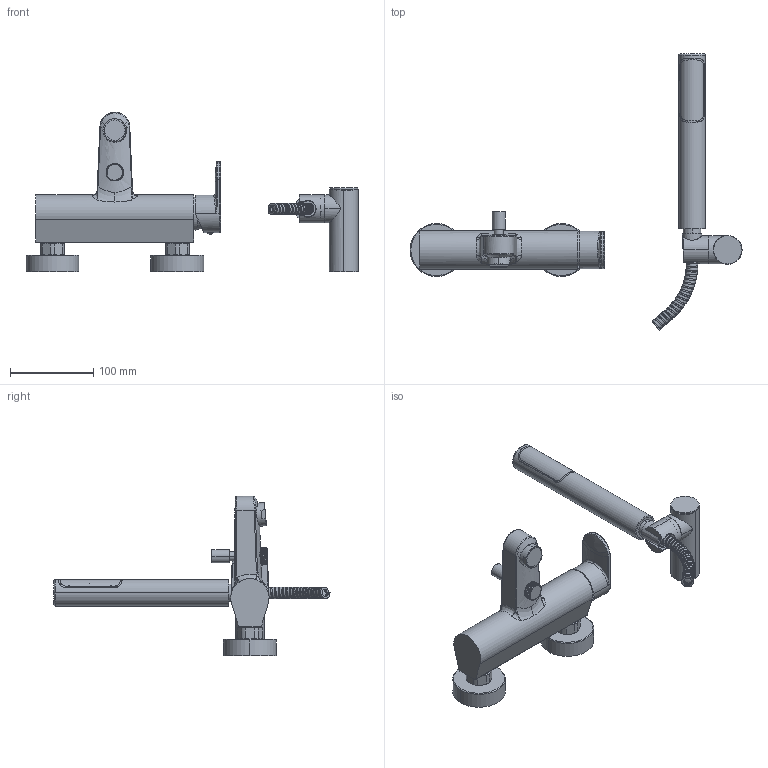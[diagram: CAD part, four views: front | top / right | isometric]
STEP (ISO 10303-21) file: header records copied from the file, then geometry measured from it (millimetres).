
FILE_DESCRIPTION((''),'2;1');
FILE_NAME('CA023CR','2021-01-13T11:21:40',('ut3'),('PAFFONI SpA'),'CREO PARAMETRIC BY PTC INC, 2020044','CREO PARAMETRIC BY PTC INC, 2020044','');
FILE_SCHEMA(('CONFIG_CONTROL_DESIGN','SHAPE_APPEARANCE_LAYERS_GROUPS'));
Length unit declared in the file: millimetre
Products named in the file (1): CA023CR
Bounding box: 399 x 331.8 x 191.49 mm (x, y, z)
Volume: 498175.2 mm3; surface area: 248133 mm2
Topology: 6 solids, 7 shells, 1135 faces, 2735 edges, 1658 vertices
Faces by surface type: cylinder 429, plane 298, bspline 211, cone 102, sphere 58, torus 37
Entity records: 84823 total; most frequent: CARTESIAN_POINT 51694, ORIENTED_EDGE 5436, DIRECTION 4902, EDGE_CURVE 2718, AXIS2_PLACEMENT_3D 1947, VERTEX_POINT 1653, EDGE_LOOP 1313, FACE_OUTER_BOUND 1135
